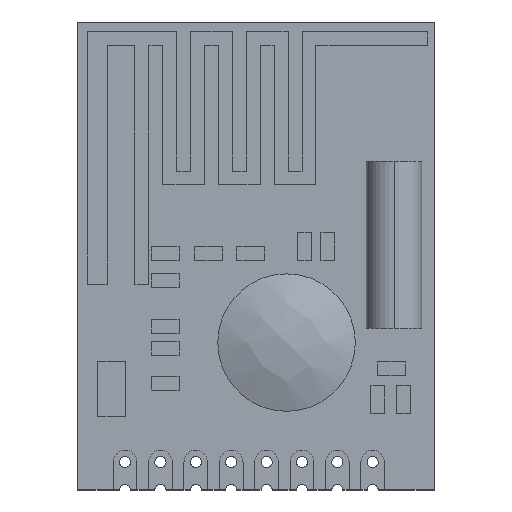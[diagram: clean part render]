
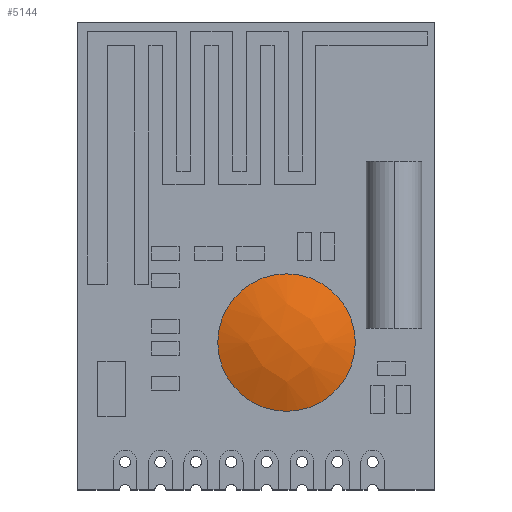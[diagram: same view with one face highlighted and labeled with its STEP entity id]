
A CAD part, top view. The second image highlights one B-rep face of the part: STEP entity #5144.
In plain terms, the highlighted free-form (B-spline) face has degree [3, 3] with [4, 4] control points.
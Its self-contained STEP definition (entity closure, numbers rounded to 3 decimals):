
#462 = CARTESIAN_POINT ( 'NONE',  ( -1.4, -0.807, 0.525 ) ) ;
#1167 = CARTESIAN_POINT ( 'NONE',  ( -1.4, -3.926, 1.165 ) ) ;
#1266 = CARTESIAN_POINT ( 'NONE',  ( 0.223, -5.693, 1.159 ) ) ;
#1647 = VERTEX_POINT ( 'NONE', #9127 ) ;
#1860 = CARTESIAN_POINT ( 'NONE',  ( 1.987, -5.692, 1.157 ) ) ;
#1903 = CARTESIAN_POINT ( 'NONE',  ( 3.607, -5.416, 0.515 ) ) ;
#1950 = CARTESIAN_POINT ( 'NONE',  ( 1.987, -4.023, 1.877 ) ) ;
#3030 = DIRECTION ( 'NONE',  ( -1., 0., 0. ) ) ;
#3329 =( BOUNDED_SURFACE ( )  B_SPLINE_SURFACE ( 3, 3, ( 
 ( #5606, #9407, #4874, #1903 ),
 ( #5560, #8678, #1950, #1860 ),
 ( #7797, #7078, #7898, #1266 ),
 ( #462, #6340, #1167, #5699 ) ),
 .UNSPECIFIED., .F., .F., .F. ) 
 B_SPLINE_SURFACE_WITH_KNOTS ( ( 4, 4 ),
 ( 4, 4 ),
 ( 0., 1. ),
 ( 0., 1. ),
 .UNSPECIFIED. ) 
 GEOMETRIC_REPRESENTATION_ITEM ( )  RATIONAL_B_SPLINE_SURFACE ( (
 ( 1., 0.946, 0.946, 1.),
 ( 0.946, 0.894, 0.894, 0.946),
 ( 0.946, 0.894, 0.894, 0.946),
 ( 1., 0.946, 0.946, 1.) ) ) 
 REPRESENTATION_ITEM ( '' )  SURFACE ( )  );
#3806 = CARTESIAN_POINT ( 'NONE',  ( 1.097, -3.109, 1.01 ) ) ;
#4011 = FACE_OUTER_BOUND ( 'NONE', #5107, .T. ) ;
#4379 = ORIENTED_EDGE ( 'NONE', *, *, #8768, .F. ) ;
#4435 = CIRCLE ( 'NONE', #5361, 2.468 ) ;
#4686 = ORIENTED_EDGE ( 'NONE', *, *, #7892, .F. ) ;
#4738 = CARTESIAN_POINT ( 'NONE',  ( -1.371, -3.109, 1.01 ) ) ;
#4874 = CARTESIAN_POINT ( 'NONE',  ( 3.607, -3.925, 1.158 ) ) ;
#5057 = VERTEX_POINT ( 'NONE', #4738 ) ;
#5107 = EDGE_LOOP ( 'NONE', ( #4379, #4686 ) ) ;
#5144 = ADVANCED_FACE ( 'NONE', ( #4011 ), #3329, .T. ) ;
#5361 = AXIS2_PLACEMENT_3D ( 'NONE', #3806, #6003, #3030 ) ;
#5370 = DIRECTION ( 'NONE',  ( -1., 0., 0. ) ) ;
#5560 = CARTESIAN_POINT ( 'NONE',  ( 1.987, -0.534, 1.161 ) ) ;
#5606 = CARTESIAN_POINT ( 'NONE',  ( 3.607, -0.81, 0.519 ) ) ;
#5699 = CARTESIAN_POINT ( 'NONE',  ( -1.4, -5.418, 0.521 ) ) ;
#6003 = DIRECTION ( 'NONE',  ( 0., 0., -1. ) ) ;
#6340 = CARTESIAN_POINT ( 'NONE',  ( -1.4, -2.301, 1.166 ) ) ;
#7078 = CARTESIAN_POINT ( 'NONE',  ( 0.223, -2.204, 1.881 ) ) ;
#7797 = CARTESIAN_POINT ( 'NONE',  ( 0.223, -0.533, 1.163 ) ) ;
#7892 = EDGE_CURVE ( 'NONE', #1647, #5057, #4435, .T. ) ;
#7898 = CARTESIAN_POINT ( 'NONE',  ( 0.223, -4.023, 1.879 ) ) ;
#8182 = AXIS2_PLACEMENT_3D ( 'NONE', #9187, #8492, #5370 ) ;
#8492 = DIRECTION ( 'NONE',  ( 0., 0., -1. ) ) ;
#8678 = CARTESIAN_POINT ( 'NONE',  ( 1.987, -2.205, 1.879 ) ) ;
#8768 = EDGE_CURVE ( 'NONE', #5057, #1647, #9590, .T. ) ;
#9127 = CARTESIAN_POINT ( 'NONE',  ( 3.564, -3.109, 1.01 ) ) ;
#9187 = CARTESIAN_POINT ( 'NONE',  ( 1.097, -3.109, 1.01 ) ) ;
#9407 = CARTESIAN_POINT ( 'NONE',  ( 3.607, -2.302, 1.16 ) ) ;
#9590 = CIRCLE ( 'NONE', #8182, 2.468 ) ;
